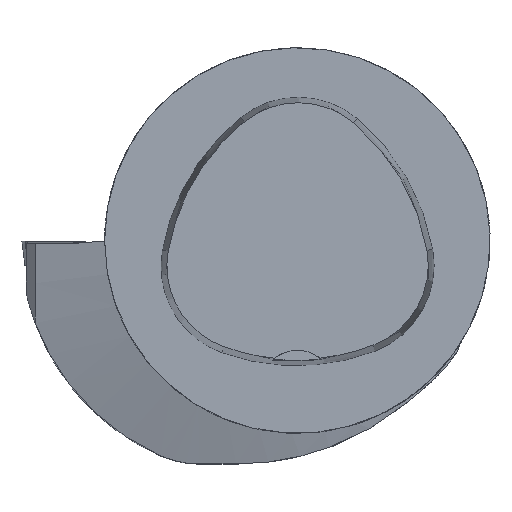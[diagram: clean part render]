
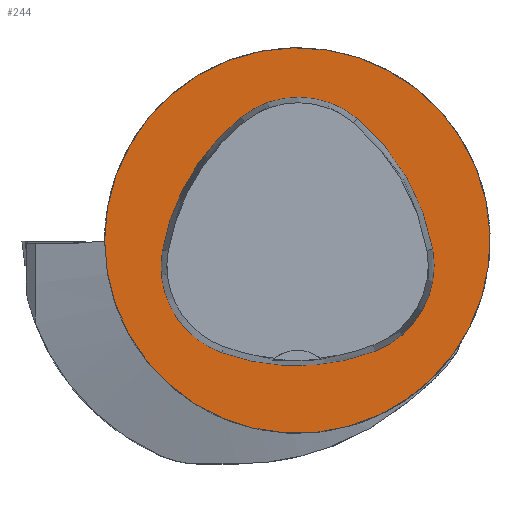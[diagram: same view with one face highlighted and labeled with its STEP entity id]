
A CAD part, top view. The second image highlights one B-rep face of the part: STEP entity #244.
In plain terms, the highlighted planar face has unit normal (0, 0, 1).
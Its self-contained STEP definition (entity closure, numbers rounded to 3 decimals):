
#244=ADVANCED_FACE('',(#491,#492),#299,.T.);
#299=PLANE('',#1452);
#491=FACE_BOUND('',#545,.T.);
#492=FACE_BOUND('',#546,.T.);
#545=EDGE_LOOP('',(#785,#786,#787,#788,#789,#790));
#546=EDGE_LOOP('',(#791));
#785=ORIENTED_EDGE('',*,*,#1182,.T.);
#786=ORIENTED_EDGE('',*,*,#1162,.T.);
#787=ORIENTED_EDGE('',*,*,#1166,.T.);
#788=ORIENTED_EDGE('',*,*,#1169,.T.);
#789=ORIENTED_EDGE('',*,*,#1172,.T.);
#790=ORIENTED_EDGE('',*,*,#1180,.T.);
#791=ORIENTED_EDGE('',*,*,#1130,.F.);
#998=VERTEX_POINT('',#2170);
#1026=VERTEX_POINT('',#2280);
#1027=VERTEX_POINT('',#2281);
#1030=VERTEX_POINT('',#2289);
#1032=VERTEX_POINT('',#2295);
#1034=VERTEX_POINT('',#2301);
#1041=VERTEX_POINT('',#2322);
#1130=EDGE_CURVE('',#998,#998,#1241,.T.);
#1162=EDGE_CURVE('',#1026,#1027,#1249,.T.);
#1166=EDGE_CURVE('',#1027,#1030,#1251,.T.);
#1169=EDGE_CURVE('',#1030,#1032,#1253,.T.);
#1172=EDGE_CURVE('',#1032,#1034,#1255,.T.);
#1180=EDGE_CURVE('',#1034,#1041,#1259,.T.);
#1182=EDGE_CURVE('',#1041,#1026,#1261,.T.);
#1241=CIRCLE('',#1413,31.5);
#1249=CIRCLE('',#1430,36.);
#1251=CIRCLE('',#1433,15.);
#1253=CIRCLE('',#1436,36.);
#1255=CIRCLE('',#1439,15.);
#1259=CIRCLE('',#1444,36.);
#1261=CIRCLE('',#1447,15.);
#1413=AXIS2_PLACEMENT_3D('',#2169,#1668,#1669);
#1430=AXIS2_PLACEMENT_3D('',#2279,#1710,#1711);
#1433=AXIS2_PLACEMENT_3D('',#2288,#1718,#1719);
#1436=AXIS2_PLACEMENT_3D('',#2294,#1725,#1726);
#1439=AXIS2_PLACEMENT_3D('',#2300,#1732,#1733);
#1444=AXIS2_PLACEMENT_3D('',#2323,#1744,#1745);
#1447=AXIS2_PLACEMENT_3D('',#2326,#1750,#1751);
#1452=AXIS2_PLACEMENT_3D('',#2331,#1760,#1761);
#1668=DIRECTION('',(0.,0.,-1.));
#1669=DIRECTION('',(-1.,0.,0.));
#1710=DIRECTION('',(0.,0.,-1.));
#1711=DIRECTION('',(-1.,0.,0.));
#1718=DIRECTION('',(0.,0.,-1.));
#1719=DIRECTION('',(-1.,0.,0.));
#1725=DIRECTION('',(0.,0.,-1.));
#1726=DIRECTION('',(-1.,0.,0.));
#1732=DIRECTION('',(0.,0.,-1.));
#1733=DIRECTION('',(-1.,0.,0.));
#1744=DIRECTION('',(0.,0.,-1.));
#1745=DIRECTION('',(-1.,0.,0.));
#1750=DIRECTION('',(0.,0.,-1.));
#1751=DIRECTION('',(-1.,0.,0.));
#1760=DIRECTION('',(0.,0.,1.));
#1761=DIRECTION('',(1.,0.,0.));
#2169=CARTESIAN_POINT('',(0.,0.,0.));
#2170=CARTESIAN_POINT('',(-31.5,0.,0.));
#2279=CARTESIAN_POINT('',(13.398,-7.893,0.));
#2280=CARTESIAN_POINT('',(-22.041,-1.562,0.));
#2281=CARTESIAN_POINT('',(-9.317,20.036,0.));
#2288=CARTESIAN_POINT('',(0.148,8.399,0.));
#2289=CARTESIAN_POINT('',(9.779,19.898,0.));
#2294=CARTESIAN_POINT('',(-13.337,-7.7,0.));
#2295=CARTESIAN_POINT('',(22.122,-1.48,0.));
#2300=CARTESIAN_POINT('',(7.347,-4.071,0.));
#2301=CARTESIAN_POINT('',(12.693,-18.087,0.));
#2322=CARTESIAN_POINT('',(-12.373,-18.307,0.));
#2323=CARTESIAN_POINT('',(-0.137,15.55,0.));
#2326=CARTESIAN_POINT('',(-7.275,-4.2,0.));
#2331=CARTESIAN_POINT('',(0.,0.,0.));
